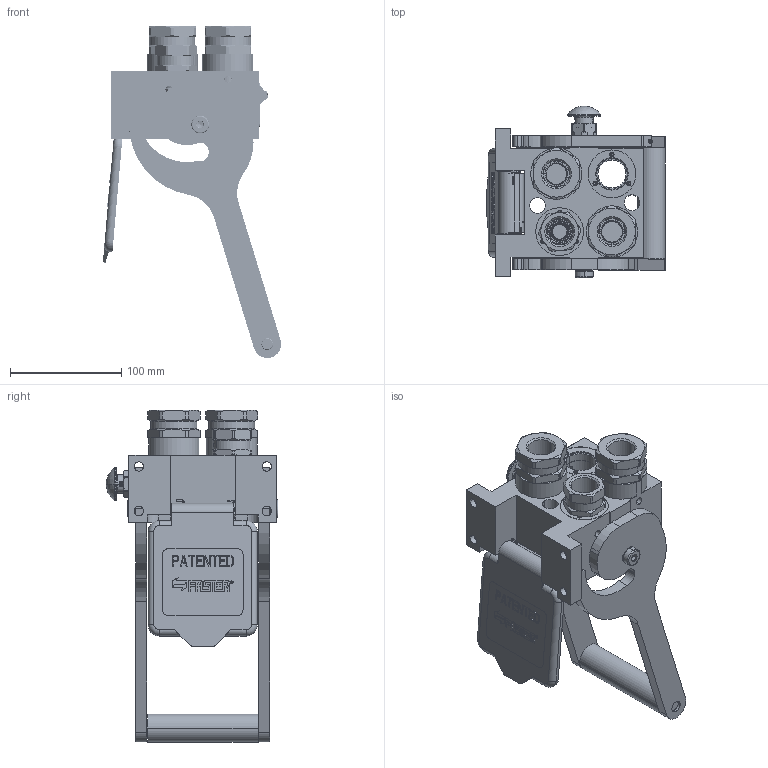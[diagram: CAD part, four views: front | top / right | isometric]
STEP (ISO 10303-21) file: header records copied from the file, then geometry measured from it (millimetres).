
FILE_DESCRIPTION (( 'STEP AP214' ), '1' );
FILE_NAME ('FASTER.step', '2024-07-15T06:05:37', ( '' ), ( '' ), 'SwSTEP 2.0', 'SolidWorks 2017', '' );
FILE_SCHEMA (( 'AUTOMOTIVE_DESIGN' ));
Length unit declared in the file: millimetre
Products named in the file (36): 2ffnb12-34g_f; A_2ffnb34_gas_f; curs_molla_12; 4830_024_3003_000; 2ffnb34_gas_f; 4150_072_1000_200; FASTER; 4830_001_0005_301; 4830_070_0000_001; 4830_001_0005_300; 4830_024_3003_010; 4830_025_0000_001; 4830_013_3000_030; 4340_014_0000_000; 4250_014_1000_000; P510_F_VIT_BASE; et011; A_2ffnb12-34g_f; sicura_p5; 4810_001_0001_014; 4820_001_0004_000; 0048_042_0412_000; 4830_022_0000_011; 0048_317_1000_000; or1_5x7_m; 4830_025_2000_000; 4830_024_3003_020; 4850_041_0000_002; curs_molla_34; 4830_024_3003_011; 4830_024_3003_000_ASM; 4142_072_1000_300; 4830_025_1000_000; 4830_020_0000_032
Assembly tree (38 placements, depth 4):
  FASTER
    P510_F_VIT_BASE
      4830_020_0000_032
      4830_025_1000_000
      4830_022_0000_011
      4810_001_0001_014
      4820_001_0004_000
      4830_013_3000_030  x2
      0048_317_1000_000  x2
      4830_001_0005_300
      4830_001_0005_301
      4830_070_0000_001
    A_2ffnb34_gas_f  x2
      curs_molla_34
        4150_072_1000_200
        4250_014_1000_000
      2ffnb34_gas_f
        2ffnb34_gas_f
    A_2ffnb12-34g_f
      curs_molla_12
        4340_014_0000_000
        4142_072_1000_300
      2ffnb12-34g_f
        2ffnb12-34g_f
    4830_024_3003_000
      4830_024_3003_000_ASM
        4830_024_3003_011
        4830_024_3003_010
        4830_024_3003_020
      sicura_p5
        4830_025_0000_001
        or1_5x7_m
        0048_042_0412_000
      4830_025_2000_000
      4850_041_0000_002
    et011
Bounding box: 160.42 x 154.48 x 298.58 mm (x, y, z)
Volume: 244464.1 mm3; surface area: 298288.5 mm2
Topology: 22 solids, 57 shells, 3523 faces, 9262 edges, 5912 vertices
Faces by surface type: plane 1949, cylinder 726, cone 334, bspline 260, torus 215, sphere 39
Entity records: 135506 total; most frequent: CARTESIAN_POINT 51880, ORIENTED_EDGE 16356, DIRECTION 15159, EDGE_CURVE 8336, VECTOR 5605, LINE 5605, VERTEX_POINT 5353, AXIS2_PLACEMENT_3D 4777
